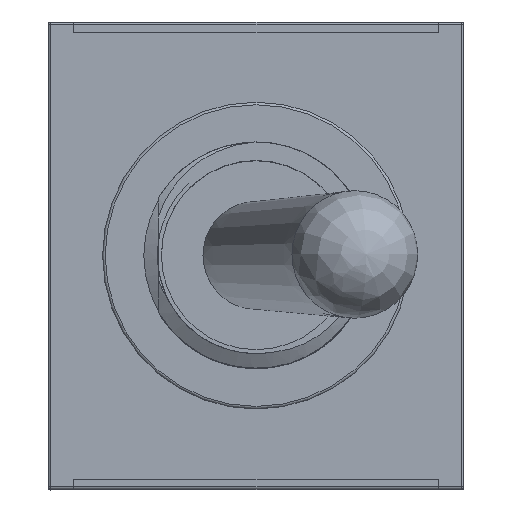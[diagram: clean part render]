
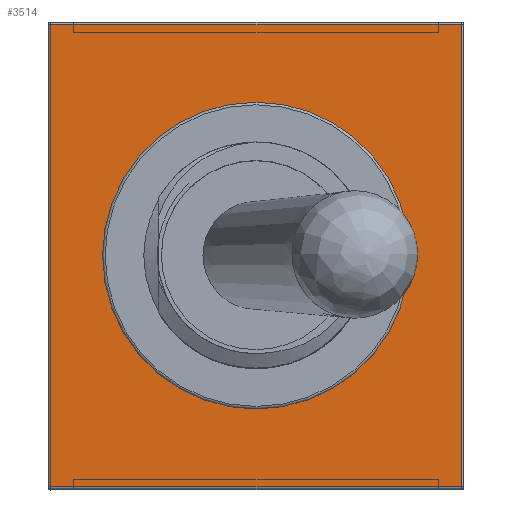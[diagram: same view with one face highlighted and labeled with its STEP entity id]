
A CAD part, top view. The second image highlights one B-rep face of the part: STEP entity #3514.
In plain terms, the highlighted planar face has unit normal (0, 0, 1).
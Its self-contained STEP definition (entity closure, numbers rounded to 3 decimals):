
#215=FACE_BOUND('',#621,.T.);
#312=PLANE('',#3775);
#439=FACE_OUTER_BOUND('',#620,.T.);
#620=EDGE_LOOP('',(#2750,#2751,#2752,#2753));
#621=EDGE_LOOP('',(#2754));
#752=CIRCLE('',#3741,3.);
#943=LINE('',#5042,#1236);
#947=LINE('',#5058,#1240);
#949=LINE('',#5061,#1242);
#951=LINE('',#5064,#1244);
#1236=VECTOR('',#4296,10.);
#1240=VECTOR('',#4314,10.);
#1242=VECTOR('',#4318,10.);
#1244=VECTOR('',#4322,10.);
#1495=VERTEX_POINT('',#4996);
#1498=VERTEX_POINT('',#5004);
#1503=VERTEX_POINT('',#5017);
#1508=VERTEX_POINT('',#5030);
#1513=VERTEX_POINT('',#5046);
#1948=EDGE_CURVE('',#1495,#1495,#752,.T.);
#1968=EDGE_CURVE('',#1498,#1508,#943,.T.);
#1976=EDGE_CURVE('',#1508,#1513,#947,.T.);
#1978=EDGE_CURVE('',#1513,#1503,#949,.T.);
#1980=EDGE_CURVE('',#1503,#1498,#951,.T.);
#2750=ORIENTED_EDGE('',*,*,#1968,.F.);
#2751=ORIENTED_EDGE('',*,*,#1980,.F.);
#2752=ORIENTED_EDGE('',*,*,#1978,.F.);
#2753=ORIENTED_EDGE('',*,*,#1976,.F.);
#2754=ORIENTED_EDGE('',*,*,#1948,.T.);
#3514=ADVANCED_FACE('',(#439,#215),#312,.T.);
#3741=AXIS2_PLACEMENT_3D('',#4998,#4246,#4247);
#3775=AXIS2_PLACEMENT_3D('',#5090,#4343,#4344);
#4246=DIRECTION('center_axis',(0.,0.,
-1.));
#4247=DIRECTION('ref_axis',(0.,-1.,0.));
#4296=DIRECTION('',(1.,0.,0.));
#4314=DIRECTION('',(0.,-1.,0.));
#4318=DIRECTION('',(-1.,0.,0.));
#4322=DIRECTION('',(0.,1.,0.));
#4343=DIRECTION('center_axis',(0.,0.,
1.));
#4344=DIRECTION('ref_axis',(0.,1.,0.));
#4996=CARTESIAN_POINT('',(0.,3.,8.44));
#4998=CARTESIAN_POINT('Origin',(0.,0.,
8.44));
#5004=CARTESIAN_POINT('',(-4.015,4.52,8.44));
#5017=CARTESIAN_POINT('',(-4.015,-4.52,8.44));
#5030=CARTESIAN_POINT('',(4.015,4.52,8.44));
#5042=CARTESIAN_POINT('',(2.032,4.52,8.44));
#5046=CARTESIAN_POINT('',(4.015,-4.52,8.44));
#5058=CARTESIAN_POINT('',(4.015,-2.285,8.44));
#5061=CARTESIAN_POINT('',(-2.033,-4.52,8.44));
#5064=CARTESIAN_POINT('',(-4.015,2.285,8.44));
#5090=CARTESIAN_POINT('Origin',(0.,0.,
8.44));
